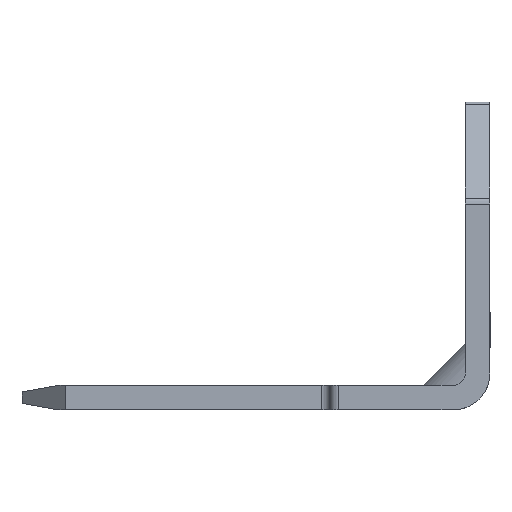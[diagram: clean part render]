
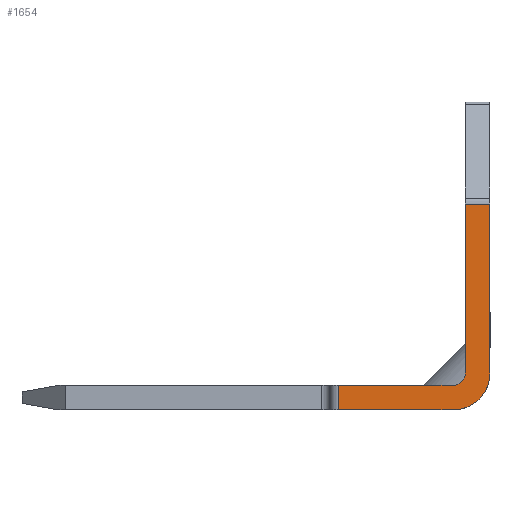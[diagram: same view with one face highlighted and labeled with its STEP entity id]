
A CAD part, left-side view. The second image highlights one B-rep face of the part: STEP entity #1654.
In plain terms, the highlighted planar face has unit normal (-1, 0, 0).
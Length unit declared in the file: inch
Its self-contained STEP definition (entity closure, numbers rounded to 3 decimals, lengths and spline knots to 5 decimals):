
#17 = DIRECTION ( 'NONE',  ( 0., 1., 0. ) ) ;
#36 = ORIENTED_EDGE ( 'NONE', *, *, #1006, .T. ) ;
#58 = VERTEX_POINT ( 'NONE', #2004 ) ;
#61 = ORIENTED_EDGE ( 'NONE', *, *, #130, .F. ) ;
#130 = EDGE_CURVE ( 'NONE', #2156, #719, #1943, .T. ) ;
#177 = CARTESIAN_POINT ( 'NONE',  ( -0.125, -0.225, 0.01 ) ) ;
#234 = VECTOR ( 'NONE', #17, 39.37008 ) ;
#241 = VECTOR ( 'NONE', #1899, 39.37008 ) ;
#289 = LINE ( 'NONE', #1097, #1563 ) ;
#310 = ORIENTED_EDGE ( 'NONE', *, *, #1160, .F. ) ;
#338 = CARTESIAN_POINT ( 'NONE',  ( -0.125, -0.132, -0.02 ) ) ;
#344 = DIRECTION ( 'NONE',  ( 0., 0., -1. ) ) ;
#346 = CARTESIAN_POINT ( 'NONE',  ( -0.125, -0.225, 0. ) ) ;
#354 = CARTESIAN_POINT ( 'NONE',  ( -0.125, -0.225, 0.1471 ) ) ;
#367 = LINE ( 'NONE', #1851, #2118 ) ;
#378 = EDGE_CURVE ( 'NONE', #1038, #2156, #688, .T. ) ;
#379 = AXIS2_PLACEMENT_3D ( 'NONE', #177, #1341, #344 ) ;
#385 = CARTESIAN_POINT ( 'NONE',  ( -0.125, -0.235, 0.01 ) ) ;
#422 = LINE ( 'NONE', #1168, #1687 ) ;
#447 = ORIENTED_EDGE ( 'NONE', *, *, #1140, .F. ) ;
#550 = DIRECTION ( 'NONE',  ( 1., 0., 0. ) ) ;
#632 = VECTOR ( 'NONE', #1970, 39.37008 ) ;
#688 = LINE ( 'NONE', #1718, #241 ) ;
#719 = VERTEX_POINT ( 'NONE', #385 ) ;
#769 = EDGE_LOOP ( 'NONE', ( #1436, #36, #310, #1358, #1918, #2012, #447, #61 ) ) ;
#788 = FACE_OUTER_BOUND ( 'NONE', #769, .T. ) ;
#934 = EDGE_CURVE ( 'NONE', #58, #1907, #289, .T. ) ;
#971 = CARTESIAN_POINT ( 'NONE',  ( -0.125, -0.132, 0.01 ) ) ;
#985 = DIRECTION ( 'NONE',  ( 1., 0., 0. ) ) ;
#1006 = EDGE_CURVE ( 'NONE', #1038, #1620, #1457, .T. ) ;
#1026 = CARTESIAN_POINT ( 'NONE',  ( -0.125, -0.225, 0.01 ) ) ;
#1038 = VERTEX_POINT ( 'NONE', #1471 ) ;
#1039 = EDGE_CURVE ( 'NONE', #1907, #1388, #1407, .T. ) ;
#1054 = AXIS2_PLACEMENT_3D ( 'NONE', #1026, #550, #1703 ) ;
#1079 = CARTESIAN_POINT ( 'NONE',  ( -0.125, -0.225, -0.02 ) ) ;
#1097 = CARTESIAN_POINT ( 'NONE',  ( -0.125, -0.255, 0.01 ) ) ;
#1140 = EDGE_CURVE ( 'NONE', #719, #1311, #422, .T. ) ;
#1160 = EDGE_CURVE ( 'NONE', #1388, #1620, #367, .T. ) ;
#1168 = CARTESIAN_POINT ( 'NONE',  ( -0.125, -0.235, 0.01 ) ) ;
#1176 = DIRECTION ( 'NONE',  ( 0., 1., 0. ) ) ;
#1236 = CARTESIAN_POINT ( 'NONE',  ( -0.125, -0.235, 0.1471 ) ) ;
#1311 = VERTEX_POINT ( 'NONE', #1236 ) ;
#1332 = AXIS2_PLACEMENT_3D ( 'NONE', #1984, #985, #2154 ) ;
#1341 = DIRECTION ( 'NONE',  ( -1., 0., 0. ) ) ;
#1349 = PLANE ( 'NONE',  #1054 ) ;
#1358 = ORIENTED_EDGE ( 'NONE', *, *, #1039, .F. ) ;
#1388 = VERTEX_POINT ( 'NONE', #1079 ) ;
#1407 = CIRCLE ( 'NONE', #1332, 0.03 ) ;
#1436 = ORIENTED_EDGE ( 'NONE', *, *, #378, .F. ) ;
#1457 = LINE ( 'NONE', #971, #632 ) ;
#1471 = CARTESIAN_POINT ( 'NONE',  ( -0.125, -0.132, 0. ) ) ;
#1493 = DIRECTION ( 'NONE',  ( 0., 0., 1. ) ) ;
#1563 = VECTOR ( 'NONE', #2098, 39.37008 ) ;
#1620 = VERTEX_POINT ( 'NONE', #338 ) ;
#1654 = ADVANCED_FACE ( 'NONE', ( #788 ), #1349, .F. ) ;
#1687 = VECTOR ( 'NONE', #1493, 39.37008 ) ;
#1703 = DIRECTION ( 'NONE',  ( 0., 0., -1. ) ) ;
#1718 = CARTESIAN_POINT ( 'NONE',  ( -0.125, 0.095, 0. ) ) ;
#1775 = EDGE_CURVE ( 'NONE', #58, #1311, #1957, .T. ) ;
#1851 = CARTESIAN_POINT ( 'NONE',  ( -0.125, 0.095, -0.02 ) ) ;
#1899 = DIRECTION ( 'NONE',  ( 0., -1., 0. ) ) ;
#1907 = VERTEX_POINT ( 'NONE', #1954 ) ;
#1918 = ORIENTED_EDGE ( 'NONE', *, *, #934, .F. ) ;
#1943 = CIRCLE ( 'NONE', #379, 0.01 ) ;
#1954 = CARTESIAN_POINT ( 'NONE',  ( -0.125, -0.255, 0.01 ) ) ;
#1957 = LINE ( 'NONE', #354, #234 ) ;
#1970 = DIRECTION ( 'NONE',  ( 0., 0., -1. ) ) ;
#1984 = CARTESIAN_POINT ( 'NONE',  ( -0.125, -0.225, 0.01 ) ) ;
#2004 = CARTESIAN_POINT ( 'NONE',  ( -0.125, -0.255, 0.1471 ) ) ;
#2012 = ORIENTED_EDGE ( 'NONE', *, *, #1775, .T. ) ;
#2098 = DIRECTION ( 'NONE',  ( 0., 0., -1. ) ) ;
#2118 = VECTOR ( 'NONE', #1176, 39.37008 ) ;
#2154 = DIRECTION ( 'NONE',  ( 0., 0., -1. ) ) ;
#2156 = VERTEX_POINT ( 'NONE', #346 ) ;
